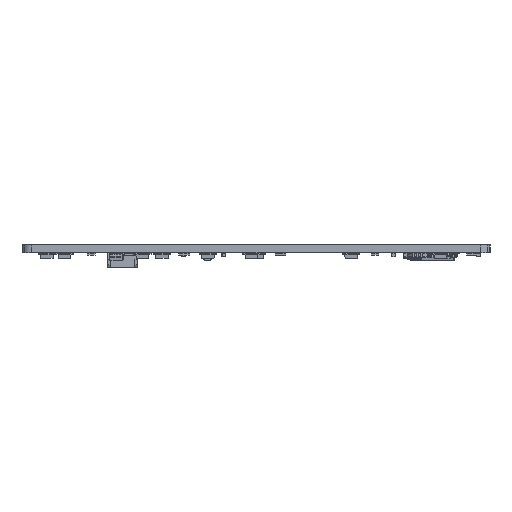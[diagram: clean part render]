
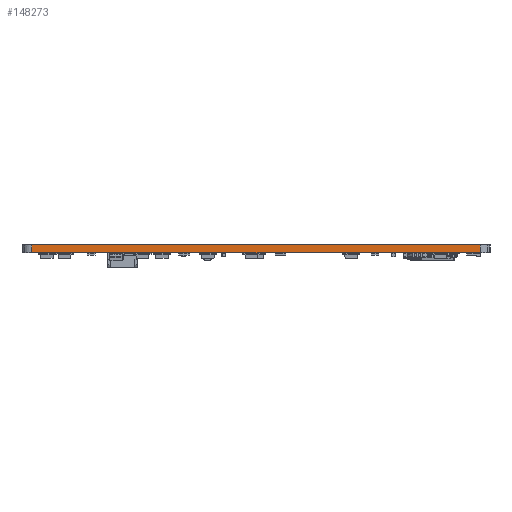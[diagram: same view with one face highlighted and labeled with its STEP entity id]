
A CAD part, left-side view. The second image highlights one B-rep face of the part: STEP entity #148273.
In plain terms, the highlighted planar face has unit normal (-1, 0, 0).
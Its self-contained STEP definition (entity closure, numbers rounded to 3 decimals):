
#108437 = PLANE('',#108438);
#108438 = AXIS2_PLACEMENT_3D('',#108439,#108440,#108441);
#108439 = CARTESIAN_POINT('',(171.865,-121.86,1.6));
#108440 = DIRECTION('',(0.,0.,1.));
#108441 = DIRECTION('',(1.,0.,-0.));
#108493 = PLANE('',#108494);
#108494 = AXIS2_PLACEMENT_3D('',#108495,#108496,#108497);
#108495 = CARTESIAN_POINT('',(171.865,-121.86,0.));
#108496 = DIRECTION('',(0.,0.,1.));
#108497 = DIRECTION('',(1.,0.,-0.));
#109636 = VERTEX_POINT('',#109637);
#109637 = CARTESIAN_POINT('',(29.52,-76.76,0.));
#109653 = SURFACE_OF_LINEAR_EXTRUSION('',#109654,#109659);
#109654 = B_SPLINE_CURVE_WITH_KNOTS('',3,(#109655,#109656,#109657,
    #109658),.UNSPECIFIED.,.F.,.F.,(4,4),(0.,1.),
  .PIECEWISE_BEZIER_KNOTS.);
#109655 = CARTESIAN_POINT('',(30.106,-75.346,0.));
#109656 = CARTESIAN_POINT('',(29.731,-75.721,0.));
#109657 = CARTESIAN_POINT('',(29.52,-76.23,0.));
#109658 = CARTESIAN_POINT('',(29.52,-76.76,0.));
#109659 = VECTOR('',#109660,1.);
#109660 = DIRECTION('',(-0.,-0.,-1.));
#109668 = EDGE_CURVE('',#109636,#109669,#109671,.T.);
#109669 = VERTEX_POINT('',#109670);
#109670 = CARTESIAN_POINT('',(29.52,-166.96,0.));
#109671 = SURFACE_CURVE('',#109672,(#109676,#109683),.PCURVE_S1.);
#109672 = LINE('',#109673,#109674);
#109673 = CARTESIAN_POINT('',(29.52,-76.76,0.));
#109674 = VECTOR('',#109675,1.);
#109675 = DIRECTION('',(0.,-1.,0.));
#109676 = PCURVE('',#108493,#109677);
#109677 = DEFINITIONAL_REPRESENTATION('',(#109678),#109682);
#109678 = LINE('',#109679,#109680);
#109679 = CARTESIAN_POINT('',(-142.345,45.1));
#109680 = VECTOR('',#109681,1.);
#109681 = DIRECTION('',(0.,-1.));
#109682 = ( GEOMETRIC_REPRESENTATION_CONTEXT(2) 
PARAMETRIC_REPRESENTATION_CONTEXT() REPRESENTATION_CONTEXT('2D SPACE',''
  ) );
#109683 = PCURVE('',#109684,#109689);
#109684 = PLANE('',#109685);
#109685 = AXIS2_PLACEMENT_3D('',#109686,#109687,#109688);
#109686 = CARTESIAN_POINT('',(29.52,-76.76,0.));
#109687 = DIRECTION('',(1.,0.,-0.));
#109688 = DIRECTION('',(0.,-1.,0.));
#109689 = DEFINITIONAL_REPRESENTATION('',(#109690),#109694);
#109690 = LINE('',#109691,#109692);
#109691 = CARTESIAN_POINT('',(0.,0.));
#109692 = VECTOR('',#109693,1.);
#109693 = DIRECTION('',(1.,0.));
#109694 = ( GEOMETRIC_REPRESENTATION_CONTEXT(2) 
PARAMETRIC_REPRESENTATION_CONTEXT() REPRESENTATION_CONTEXT('2D SPACE',''
  ) );
#109714 = SURFACE_OF_LINEAR_EXTRUSION('',#109715,#109720);
#109715 = B_SPLINE_CURVE_WITH_KNOTS('',3,(#109716,#109717,#109718,
    #109719),.UNSPECIFIED.,.F.,.F.,(4,4),(0.,1.),
  .PIECEWISE_BEZIER_KNOTS.);
#109716 = CARTESIAN_POINT('',(29.52,-166.96,0.));
#109717 = CARTESIAN_POINT('',(29.52,-167.49,0.));
#109718 = CARTESIAN_POINT('',(29.731,-167.999,0.));
#109719 = CARTESIAN_POINT('',(30.106,-168.374,0.));
#109720 = VECTOR('',#109721,1.);
#109721 = DIRECTION('',(-0.,-0.,-1.));
#130288 = VERTEX_POINT('',#130289);
#130289 = CARTESIAN_POINT('',(29.52,-76.76,1.6));
#130312 = EDGE_CURVE('',#130288,#130313,#130315,.T.);
#130313 = VERTEX_POINT('',#130314);
#130314 = CARTESIAN_POINT('',(29.52,-166.96,1.6));
#130315 = SURFACE_CURVE('',#130316,(#130320,#130327),.PCURVE_S1.);
#130316 = LINE('',#130317,#130318);
#130317 = CARTESIAN_POINT('',(29.52,-76.76,1.6));
#130318 = VECTOR('',#130319,1.);
#130319 = DIRECTION('',(0.,-1.,0.));
#130320 = PCURVE('',#108437,#130321);
#130321 = DEFINITIONAL_REPRESENTATION('',(#130322),#130326);
#130322 = LINE('',#130323,#130324);
#130323 = CARTESIAN_POINT('',(-142.345,45.1));
#130324 = VECTOR('',#130325,1.);
#130325 = DIRECTION('',(0.,-1.));
#130326 = ( GEOMETRIC_REPRESENTATION_CONTEXT(2) 
PARAMETRIC_REPRESENTATION_CONTEXT() REPRESENTATION_CONTEXT('2D SPACE',''
  ) );
#130327 = PCURVE('',#109684,#130328);
#130328 = DEFINITIONAL_REPRESENTATION('',(#130329),#130333);
#130329 = LINE('',#130330,#130331);
#130330 = CARTESIAN_POINT('',(0.,-1.6));
#130331 = VECTOR('',#130332,1.);
#130332 = DIRECTION('',(1.,0.));
#130333 = ( GEOMETRIC_REPRESENTATION_CONTEXT(2) 
PARAMETRIC_REPRESENTATION_CONTEXT() REPRESENTATION_CONTEXT('2D SPACE',''
  ) );
#148223 = EDGE_CURVE('',#109669,#130313,#148224,.T.);
#148224 = SURFACE_CURVE('',#148225,(#148229,#148236),.PCURVE_S1.);
#148225 = LINE('',#148226,#148227);
#148226 = CARTESIAN_POINT('',(29.52,-166.96,0.));
#148227 = VECTOR('',#148228,1.);
#148228 = DIRECTION('',(0.,0.,1.));
#148229 = PCURVE('',#109714,#148230);
#148230 = DEFINITIONAL_REPRESENTATION('',(#148231),#148235);
#148231 = LINE('',#148232,#148233);
#148232 = CARTESIAN_POINT('',(0.,0.));
#148233 = VECTOR('',#148234,1.);
#148234 = DIRECTION('',(0.,-1.));
#148235 = ( GEOMETRIC_REPRESENTATION_CONTEXT(2) 
PARAMETRIC_REPRESENTATION_CONTEXT() REPRESENTATION_CONTEXT('2D SPACE',''
  ) );
#148236 = PCURVE('',#109684,#148237);
#148237 = DEFINITIONAL_REPRESENTATION('',(#148238),#148242);
#148238 = LINE('',#148239,#148240);
#148239 = CARTESIAN_POINT('',(90.2,0.));
#148240 = VECTOR('',#148241,1.);
#148241 = DIRECTION('',(0.,-1.));
#148242 = ( GEOMETRIC_REPRESENTATION_CONTEXT(2) 
PARAMETRIC_REPRESENTATION_CONTEXT() REPRESENTATION_CONTEXT('2D SPACE',''
  ) );
#148273 = ADVANCED_FACE('',(#148274),#109684,.F.);
#148274 = FACE_BOUND('',#148275,.F.);
#148275 = EDGE_LOOP('',(#148276,#148297,#148298,#148299));
#148276 = ORIENTED_EDGE('',*,*,#148277,.T.);
#148277 = EDGE_CURVE('',#109636,#130288,#148278,.T.);
#148278 = SURFACE_CURVE('',#148279,(#148283,#148290),.PCURVE_S1.);
#148279 = LINE('',#148280,#148281);
#148280 = CARTESIAN_POINT('',(29.52,-76.76,0.));
#148281 = VECTOR('',#148282,1.);
#148282 = DIRECTION('',(0.,0.,1.));
#148283 = PCURVE('',#109684,#148284);
#148284 = DEFINITIONAL_REPRESENTATION('',(#148285),#148289);
#148285 = LINE('',#148286,#148287);
#148286 = CARTESIAN_POINT('',(0.,0.));
#148287 = VECTOR('',#148288,1.);
#148288 = DIRECTION('',(0.,-1.));
#148289 = ( GEOMETRIC_REPRESENTATION_CONTEXT(2) 
PARAMETRIC_REPRESENTATION_CONTEXT() REPRESENTATION_CONTEXT('2D SPACE',''
  ) );
#148290 = PCURVE('',#109653,#148291);
#148291 = DEFINITIONAL_REPRESENTATION('',(#148292),#148296);
#148292 = LINE('',#148293,#148294);
#148293 = CARTESIAN_POINT('',(1.,0.));
#148294 = VECTOR('',#148295,1.);
#148295 = DIRECTION('',(0.,-1.));
#148296 = ( GEOMETRIC_REPRESENTATION_CONTEXT(2) 
PARAMETRIC_REPRESENTATION_CONTEXT() REPRESENTATION_CONTEXT('2D SPACE',''
  ) );
#148297 = ORIENTED_EDGE('',*,*,#130312,.T.);
#148298 = ORIENTED_EDGE('',*,*,#148223,.F.);
#148299 = ORIENTED_EDGE('',*,*,#109668,.F.);
